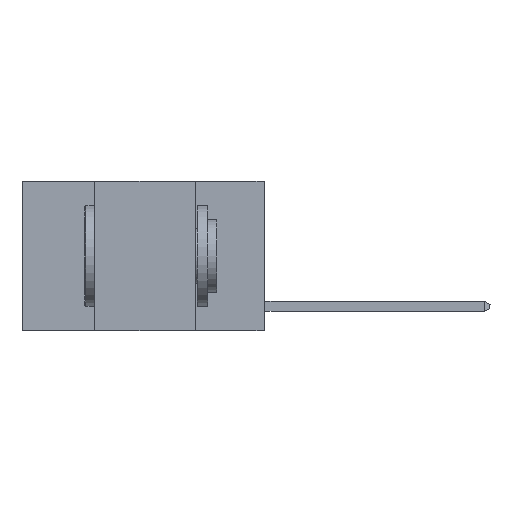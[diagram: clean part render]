
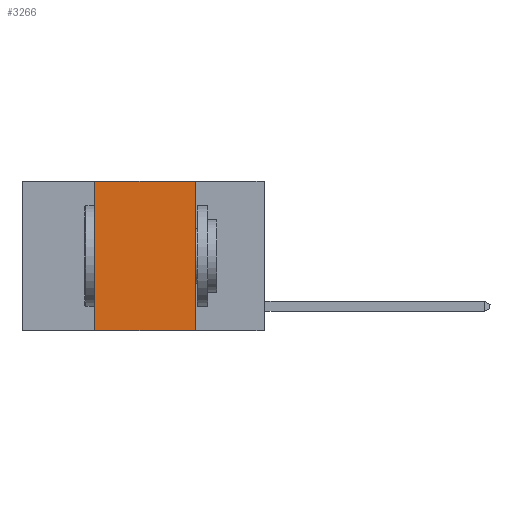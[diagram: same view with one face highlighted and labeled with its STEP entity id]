
A CAD part, left-side view. The second image highlights one B-rep face of the part: STEP entity #3266.
In plain terms, the highlighted planar face has unit normal (-1, 0, 0).
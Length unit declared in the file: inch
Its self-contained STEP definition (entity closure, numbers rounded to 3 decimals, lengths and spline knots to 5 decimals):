
#681 = LINE ( 'NONE', #14518, #15769 ) ;
#2421 = ORIENTED_EDGE ( 'NONE', *, *, #3628, .F. ) ;
#3266 = ADVANCED_FACE ( 'NONE', ( #23490 ), #18822, .F. ) ;
#3628 = EDGE_CURVE ( 'NONE', #10396, #22456, #22990, .T. ) ;
#4361 = DIRECTION ( 'NONE',  ( 0., 0., -1. ) ) ;
#4933 = CARTESIAN_POINT ( 'NONE',  ( 0., 0.42, 0. ) ) ;
#4940 = CARTESIAN_POINT ( 'NONE',  ( 0., 0.17, -0.37 ) ) ;
#5128 = VERTEX_POINT ( 'NONE', #20534 ) ;
#6828 = VECTOR ( 'NONE', #17207, 39.37008 ) ;
#7826 = VECTOR ( 'NONE', #29985, 39.37008 ) ;
#8881 = VECTOR ( 'NONE', #23634, 39.37008 ) ;
#9310 = EDGE_CURVE ( 'NONE', #5128, #15196, #681, .T. ) ;
#9496 = CARTESIAN_POINT ( 'NONE',  ( 0., 0.6, 0. ) ) ;
#10284 = DIRECTION ( 'NONE',  ( 0., -1., 0. ) ) ;
#10396 = VERTEX_POINT ( 'NONE', #11291 ) ;
#10863 = CARTESIAN_POINT ( 'NONE',  ( 0., 0.6, 0. ) ) ;
#11204 = AXIS2_PLACEMENT_3D ( 'NONE', #9496, #23950, #4361 ) ;
#11291 = CARTESIAN_POINT ( 'NONE',  ( 0., 0.42, 0. ) ) ;
#13253 = EDGE_CURVE ( 'NONE', #22456, #15196, #16177, .T. ) ;
#14518 = CARTESIAN_POINT ( 'NONE',  ( 0., 0.6, -0.37 ) ) ;
#15196 = VERTEX_POINT ( 'NONE', #4940 ) ;
#15666 = ORIENTED_EDGE ( 'NONE', *, *, #13253, .F. ) ;
#15769 = VECTOR ( 'NONE', #10284, 39.37008 ) ;
#16177 = LINE ( 'NONE', #25359, #8881 ) ;
#16650 = ORIENTED_EDGE ( 'NONE', *, *, #9310, .T. ) ;
#17207 = DIRECTION ( 'NONE',  ( 0., 0., 1. ) ) ;
#18822 = PLANE ( 'NONE',  #11204 ) ;
#19086 = LINE ( 'NONE', #4933, #6828 ) ;
#20534 = CARTESIAN_POINT ( 'NONE',  ( 0., 0.42, -0.37 ) ) ;
#22456 = VERTEX_POINT ( 'NONE', #26077 ) ;
#22990 = LINE ( 'NONE', #10863, #7826 ) ;
#23490 = FACE_OUTER_BOUND ( 'NONE', #29282, .T. ) ;
#23634 = DIRECTION ( 'NONE',  ( 0., 0., -1. ) ) ;
#23950 = DIRECTION ( 'NONE',  ( 1., 0., 0. ) ) ;
#25105 = EDGE_CURVE ( 'NONE', #5128, #10396, #19086, .T. ) ;
#25359 = CARTESIAN_POINT ( 'NONE',  ( 0., 0.17, 0. ) ) ;
#26077 = CARTESIAN_POINT ( 'NONE',  ( 0., 0.17, 0. ) ) ;
#28951 = ORIENTED_EDGE ( 'NONE', *, *, #25105, .F. ) ;
#29282 = EDGE_LOOP ( 'NONE', ( #15666, #2421, #28951, #16650 ) ) ;
#29985 = DIRECTION ( 'NONE',  ( 0., -1., 0. ) ) ;
